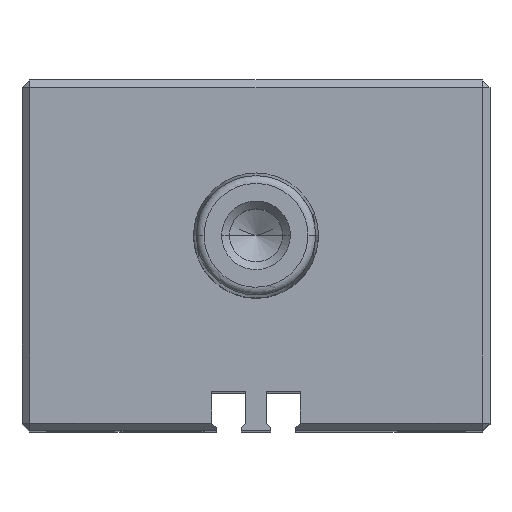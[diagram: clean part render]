
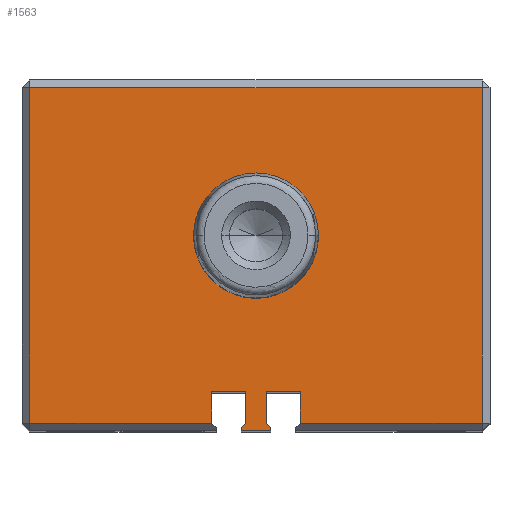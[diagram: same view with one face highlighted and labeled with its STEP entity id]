
A CAD part, top view. The second image highlights one B-rep face of the part: STEP entity #1563.
In plain terms, the highlighted planar face has unit normal (0, 0, 1).
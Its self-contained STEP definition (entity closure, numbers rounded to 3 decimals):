
#944=CARTESIAN_POINT('Vertex',(-5.7,-24.,-4.)) ;
#947=CARTESIAN_POINT('Line Origine',(-17.35,-24.,-4.)) ;
#951=CARTESIAN_POINT('Vertex',(-29.,-24.,-4.)) ;
#1377=CARTESIAN_POINT('Axis2P3D Location',(0.,-2.5,-4.)) ;
#1382=CARTESIAN_POINT('Line Origine',(5.7,-22.,-4.)) ;
#1386=CARTESIAN_POINT('Vertex',(5.7,-24.,-4.)) ;
#1388=CARTESIAN_POINT('Vertex',(5.7,-20.,-4.)) ;
#1391=CARTESIAN_POINT('Line Origine',(17.35,-24.,-4.)) ;
#1395=CARTESIAN_POINT('Vertex',(29.,-24.,-4.)) ;
#1398=CARTESIAN_POINT('Line Origine',(29.,-2.5,-4.)) ;
#1402=CARTESIAN_POINT('Vertex',(29.,19.,-4.)) ;
#1405=CARTESIAN_POINT('Line Origine',(0.,19.,-4.)) ;
#1409=CARTESIAN_POINT('Vertex',(-29.,19.,-4.)) ;
#1412=CARTESIAN_POINT('Line Origine',(-29.,-2.5,-4.)) ;
#1417=CARTESIAN_POINT('Line Origine',(-5.7,-22.,-4.)) ;
#1421=CARTESIAN_POINT('Vertex',(-5.7,-20.,-4.)) ;
#1424=CARTESIAN_POINT('Line Origine',(-3.5,-20.,-4.)) ;
#1428=CARTESIAN_POINT('Vertex',(-1.3,-20.,-4.)) ;
#1431=CARTESIAN_POINT('Line Origine',(-1.3,-22.,-4.)) ;
#1435=CARTESIAN_POINT('Vertex',(-1.3,-24.,-4.)) ;
#1438=CARTESIAN_POINT('Line Origine',(-1.6,-24.3,-4.)) ;
#1442=CARTESIAN_POINT('Vertex',(-1.9,-24.6,-4.)) ;
#1445=CARTESIAN_POINT('Line Origine',(-1.9,-24.8,-4.)) ;
#1449=CARTESIAN_POINT('Vertex',(-1.9,-25.,-4.)) ;
#1452=CARTESIAN_POINT('Line Origine',(0.,-25.,-4.)) ;
#1456=CARTESIAN_POINT('Vertex',(1.9,-25.,-4.)) ;
#1459=CARTESIAN_POINT('Line Origine',(1.9,-24.8,-4.)) ;
#1463=CARTESIAN_POINT('Vertex',(1.9,-24.6,-4.)) ;
#1466=CARTESIAN_POINT('Line Origine',(1.6,-24.3,-4.)) ;
#1470=CARTESIAN_POINT('Vertex',(1.3,-24.,-4.)) ;
#1473=CARTESIAN_POINT('Line Origine',(1.3,-22.,-4.)) ;
#1477=CARTESIAN_POINT('Vertex',(1.3,-20.,-4.)) ;
#1480=CARTESIAN_POINT('Line Origine',(3.5,-20.,-4.)) ;
#1504=CARTESIAN_POINT('Control Point',(8.,0.,-4.)) ;
#1505=CARTESIAN_POINT('Control Point',(8.,-0.831,-4.)) ;
#1506=CARTESIAN_POINT('Control Point',(7.892,-1.663,-4.)) ;
#1507=CARTESIAN_POINT('Control Point',(7.676,-2.475,-4.)) ;
#1508=CARTESIAN_POINT('Control Point',(7.038,-4.026,-4.)) ;
#1509=CARTESIAN_POINT('Control Point',(6.025,-5.362,-4.)) ;
#1510=CARTESIAN_POINT('Control Point',(5.434,-5.96,-4.)) ;
#1511=CARTESIAN_POINT('Control Point',(4.11,-6.989,-4.)) ;
#1512=CARTESIAN_POINT('Control Point',(2.567,-7.646,-4.)) ;
#1513=CARTESIAN_POINT('Control Point',(1.757,-7.872,-4.)) ;
#1514=CARTESIAN_POINT('Control Point',(0.097,-8.107,-4.)) ;
#1515=CARTESIAN_POINT('Control Point',(-1.568,-7.911,-4.)) ;
#1516=CARTESIAN_POINT('Control Point',(-2.384,-7.705,-4.)) ;
#1517=CARTESIAN_POINT('Control Point',(-3.942,-7.085,-4.)) ;
#1518=CARTESIAN_POINT('Control Point',(-5.29,-6.088,-4.)) ;
#1519=CARTESIAN_POINT('Control Point',(-5.895,-5.504,-4.)) ;
#1520=CARTESIAN_POINT('Control Point',(-6.94,-4.193,-4.)) ;
#1521=CARTESIAN_POINT('Control Point',(-7.615,-2.658,-4.)) ;
#1522=CARTESIAN_POINT('Control Point',(-7.85,-1.851,-4.)) ;
#1523=CARTESIAN_POINT('Control Point',(-7.984,-0.984,-4.)) ;
#1524=CARTESIAN_POINT('Control Point',(-7.999,-0.115,-4.)) ;
#1525=CARTESIAN_POINT('Control Point',(-8.,-0.076,-4.)) ;
#1526=CARTESIAN_POINT('Control Point',(-8.,-0.038,-4.)) ;
#1527=CARTESIAN_POINT('Control Point',(-8.,0.,-4.)) ;
#1528=CARTESIAN_POINT('Vertex',(8.,0.,-4.)) ;
#1530=CARTESIAN_POINT('Vertex',(-8.,0.,-4.)) ;
#1534=CARTESIAN_POINT('Control Point',(-8.,0.,-4.)) ;
#1535=CARTESIAN_POINT('Control Point',(-8.,0.831,-4.)) ;
#1536=CARTESIAN_POINT('Control Point',(-7.892,1.663,-4.)) ;
#1537=CARTESIAN_POINT('Control Point',(-7.676,2.475,-4.)) ;
#1538=CARTESIAN_POINT('Control Point',(-7.038,4.026,-4.)) ;
#1539=CARTESIAN_POINT('Control Point',(-6.025,5.362,-4.)) ;
#1540=CARTESIAN_POINT('Control Point',(-5.434,5.96,-4.)) ;
#1541=CARTESIAN_POINT('Control Point',(-4.11,6.989,-4.)) ;
#1542=CARTESIAN_POINT('Control Point',(-2.567,7.646,-4.)) ;
#1543=CARTESIAN_POINT('Control Point',(-1.757,7.872,-4.)) ;
#1544=CARTESIAN_POINT('Control Point',(-0.097,8.107,-4.)) ;
#1545=CARTESIAN_POINT('Control Point',(1.568,7.911,-4.)) ;
#1546=CARTESIAN_POINT('Control Point',(2.384,7.705,-4.)) ;
#1547=CARTESIAN_POINT('Control Point',(3.942,7.085,-4.)) ;
#1548=CARTESIAN_POINT('Control Point',(5.29,6.088,-4.)) ;
#1549=CARTESIAN_POINT('Control Point',(5.895,5.504,-4.)) ;
#1550=CARTESIAN_POINT('Control Point',(6.94,4.193,-4.)) ;
#1551=CARTESIAN_POINT('Control Point',(7.615,2.658,-4.)) ;
#1552=CARTESIAN_POINT('Control Point',(7.85,1.851,-4.)) ;
#1553=CARTESIAN_POINT('Control Point',(7.984,0.984,-4.)) ;
#1554=CARTESIAN_POINT('Control Point',(7.999,0.115,-4.)) ;
#1555=CARTESIAN_POINT('Control Point',(8.,0.076,-4.)) ;
#1556=CARTESIAN_POINT('Control Point',(8.,0.038,-4.)) ;
#1557=CARTESIAN_POINT('Control Point',(8.,0.,-4.)) ;
#948=DIRECTION('Vector Direction',(1.,0.,0.)) ;
#1378=DIRECTION('Axis2P3D Direction',(0.,0.,1.)) ;
#1379=DIRECTION('Axis2P3D XDirection',(1.,0.,0.)) ;
#1383=DIRECTION('Vector Direction',(0.,1.,0.)) ;
#1392=DIRECTION('Vector Direction',(1.,0.,0.)) ;
#1399=DIRECTION('Vector Direction',(0.,1.,0.)) ;
#1406=DIRECTION('Vector Direction',(-1.,0.,0.)) ;
#1413=DIRECTION('Vector Direction',(0.,-1.,0.)) ;
#1418=DIRECTION('Vector Direction',(0.,-1.,0.)) ;
#1425=DIRECTION('Vector Direction',(-1.,0.,0.)) ;
#1432=DIRECTION('Vector Direction',(0.,1.,0.)) ;
#1439=DIRECTION('Vector Direction',(-0.707,-0.707,0.)) ;
#1446=DIRECTION('Vector Direction',(0.,1.,0.)) ;
#1453=DIRECTION('Vector Direction',(-1.,0.,0.)) ;
#1460=DIRECTION('Vector Direction',(0.,-1.,0.)) ;
#1467=DIRECTION('Vector Direction',(-0.707,0.707,0.)) ;
#1474=DIRECTION('Vector Direction',(0.,-1.,0.)) ;
#1481=DIRECTION('Vector Direction',(-1.,0.,0.)) ;
#1380=AXIS2_PLACEMENT_3D('Plane Axis2P3D',#1377,#1378,#1379) ;
#1486=ORIENTED_EDGE('',*,*,#1390,.F.) ;
#1487=ORIENTED_EDGE('',*,*,#1397,.T.) ;
#1488=ORIENTED_EDGE('',*,*,#1404,.T.) ;
#1489=ORIENTED_EDGE('',*,*,#1411,.T.) ;
#1490=ORIENTED_EDGE('',*,*,#1416,.T.) ;
#1491=ORIENTED_EDGE('',*,*,#953,.T.) ;
#1492=ORIENTED_EDGE('',*,*,#1423,.F.) ;
#1493=ORIENTED_EDGE('',*,*,#1430,.F.) ;
#1494=ORIENTED_EDGE('',*,*,#1437,.F.) ;
#1495=ORIENTED_EDGE('',*,*,#1444,.T.) ;
#1496=ORIENTED_EDGE('',*,*,#1451,.F.) ;
#1497=ORIENTED_EDGE('',*,*,#1458,.F.) ;
#1498=ORIENTED_EDGE('',*,*,#1465,.F.) ;
#1499=ORIENTED_EDGE('',*,*,#1472,.T.) ;
#1500=ORIENTED_EDGE('',*,*,#1479,.F.) ;
#1501=ORIENTED_EDGE('',*,*,#1484,.F.) ;
#1560=ORIENTED_EDGE('',*,*,#1532,.T.) ;
#1561=ORIENTED_EDGE('',*,*,#1558,.T.) ;
#1562=FACE_BOUND('',#1559,.T.) ;
#949=VECTOR('Line Direction',#948,1.) ;
#1384=VECTOR('Line Direction',#1383,1.) ;
#1393=VECTOR('Line Direction',#1392,1.) ;
#1400=VECTOR('Line Direction',#1399,1.) ;
#1407=VECTOR('Line Direction',#1406,1.) ;
#1414=VECTOR('Line Direction',#1413,1.) ;
#1419=VECTOR('Line Direction',#1418,1.) ;
#1426=VECTOR('Line Direction',#1425,1.) ;
#1433=VECTOR('Line Direction',#1432,1.) ;
#1440=VECTOR('Line Direction',#1439,1.) ;
#1447=VECTOR('Line Direction',#1446,1.) ;
#1454=VECTOR('Line Direction',#1453,1.) ;
#1461=VECTOR('Line Direction',#1460,1.) ;
#1468=VECTOR('Line Direction',#1467,1.) ;
#1475=VECTOR('Line Direction',#1474,1.) ;
#1482=VECTOR('Line Direction',#1481,1.) ;
#1563=ADVANCED_FACE('',(#1502,#1562),#1381,.T.) ;
#1503=B_SPLINE_CURVE_WITH_KNOTS('',5,(#1504,#1505,#1506,#1507,#1508,#1509,#1510,#1511,#1512,#1513,#1514,#1515,#1516,#1517,#1518,#1519,#1520,#1521,#1522,#1523,#1524,#1525,#1526,#1527),.UNSPECIFIED.,.F.,.U.,(6,3,3,3,3,3,3,6),(0.,5.879,11.757,17.636,23.515,29.393,35.272,35.543),.UNSPECIFIED.) ;
#1533=B_SPLINE_CURVE_WITH_KNOTS('',5,(#1534,#1535,#1536,#1537,#1538,#1539,#1540,#1541,#1542,#1543,#1544,#1545,#1546,#1547,#1548,#1549,#1550,#1551,#1552,#1553,#1554,#1555,#1556,#1557),.UNSPECIFIED.,.F.,.U.,(6,3,3,3,3,3,3,6),(0.,5.879,11.757,17.636,23.515,29.393,35.272,35.543),.UNSPECIFIED.) ;
#953=EDGE_CURVE('',#952,#945,#950,.T.) ;
#1390=EDGE_CURVE('',#1387,#1389,#1385,.T.) ;
#1397=EDGE_CURVE('',#1387,#1396,#1394,.T.) ;
#1404=EDGE_CURVE('',#1396,#1403,#1401,.T.) ;
#1411=EDGE_CURVE('',#1403,#1410,#1408,.T.) ;
#1416=EDGE_CURVE('',#1410,#952,#1415,.T.) ;
#1423=EDGE_CURVE('',#1422,#945,#1420,.T.) ;
#1430=EDGE_CURVE('',#1429,#1422,#1427,.T.) ;
#1437=EDGE_CURVE('',#1436,#1429,#1434,.T.) ;
#1444=EDGE_CURVE('',#1436,#1443,#1441,.T.) ;
#1451=EDGE_CURVE('',#1450,#1443,#1448,.T.) ;
#1458=EDGE_CURVE('',#1457,#1450,#1455,.T.) ;
#1465=EDGE_CURVE('',#1464,#1457,#1462,.T.) ;
#1472=EDGE_CURVE('',#1464,#1471,#1469,.T.) ;
#1479=EDGE_CURVE('',#1478,#1471,#1476,.T.) ;
#1484=EDGE_CURVE('',#1389,#1478,#1483,.T.) ;
#1532=EDGE_CURVE('',#1529,#1531,#1503,.T.) ;
#1558=EDGE_CURVE('',#1531,#1529,#1533,.T.) ;
#1485=EDGE_LOOP('',(#1486,#1487,#1488,#1489,#1490,#1491,#1492,#1493,#1494,#1495,#1496,#1497,#1498,#1499,#1500,#1501)) ;
#1559=EDGE_LOOP('',(#1560,#1561)) ;
#1502=FACE_OUTER_BOUND('',#1485,.T.) ;
#950=LINE('Line',#947,#949) ;
#1385=LINE('Line',#1382,#1384) ;
#1394=LINE('Line',#1391,#1393) ;
#1401=LINE('Line',#1398,#1400) ;
#1408=LINE('Line',#1405,#1407) ;
#1415=LINE('Line',#1412,#1414) ;
#1420=LINE('Line',#1417,#1419) ;
#1427=LINE('Line',#1424,#1426) ;
#1434=LINE('Line',#1431,#1433) ;
#1441=LINE('Line',#1438,#1440) ;
#1448=LINE('Line',#1445,#1447) ;
#1455=LINE('Line',#1452,#1454) ;
#1462=LINE('Line',#1459,#1461) ;
#1469=LINE('Line',#1466,#1468) ;
#1476=LINE('Line',#1473,#1475) ;
#1483=LINE('Line',#1480,#1482) ;
#1381=PLANE('Plane',#1380) ;
#945=VERTEX_POINT('',#944) ;
#952=VERTEX_POINT('',#951) ;
#1387=VERTEX_POINT('',#1386) ;
#1389=VERTEX_POINT('',#1388) ;
#1396=VERTEX_POINT('',#1395) ;
#1403=VERTEX_POINT('',#1402) ;
#1410=VERTEX_POINT('',#1409) ;
#1422=VERTEX_POINT('',#1421) ;
#1429=VERTEX_POINT('',#1428) ;
#1436=VERTEX_POINT('',#1435) ;
#1443=VERTEX_POINT('',#1442) ;
#1450=VERTEX_POINT('',#1449) ;
#1457=VERTEX_POINT('',#1456) ;
#1464=VERTEX_POINT('',#1463) ;
#1471=VERTEX_POINT('',#1470) ;
#1478=VERTEX_POINT('',#1477) ;
#1529=VERTEX_POINT('',#1528) ;
#1531=VERTEX_POINT('',#1530) ;
